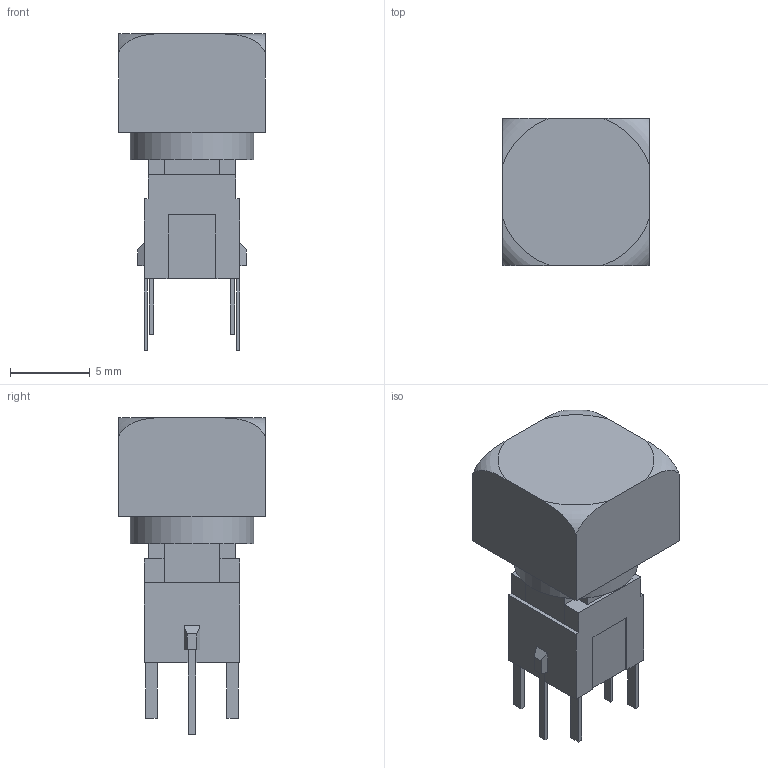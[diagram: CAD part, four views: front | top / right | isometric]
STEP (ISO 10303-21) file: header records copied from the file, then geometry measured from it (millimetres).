
FILE_DESCRIPTION(/* description */ (''),/* implementation_level */ '2;1');
FILE_NAME(/* name */ 'Honyone TS5-2 Button v1.step',/* time_stamp */ '2023-04-12T14:43:37+10:00',/* author */ (''),/* organization */ (''),/* preprocessor_version */ 'ST-DEVELOPER v19.2',/* originating_system */ 'Autodesk Translation Framework v12.4.0.73',/* authorisation */ '');
FILE_SCHEMA (('AUTOMOTIVE_DESIGN { 1 0 10303 214 3 1 1 }'));
Length unit declared in the file: millimetre
Products named in the file (5): Honyone TS5-2 Button; TS5_Base; TS5_Base_Inside; TS5_CapBase; TS5_Cap_Cover
Assembly tree (4 placements, depth 2):
  Honyone TS5-2 Button
    TS5_Base
    TS5_Base_Inside
    TS5_CapBase
    TS5_Cap_Cover
Bounding box: 9.2 x 9.2 x 19.85 mm (x, y, z)
Volume: 848.4 mm3; surface area: 1505.4 mm2
Topology: 12 solids, 12 shells, 141 faces, 329 edges, 218 vertices
Faces by surface type: plane 134, torus 4, cylinder 3
Full cylindrical faces by diameter (mm): 6.75 x2, 7.75 x1
Entity records: 4173 total; most frequent: CARTESIAN_POINT 769, ORIENTED_EDGE 658, DIRECTION 631, EDGE_CURVE 329, LINE 311, VECTOR 311, VERTEX_POINT 218, AXIS2_PLACEMENT_3D 160
